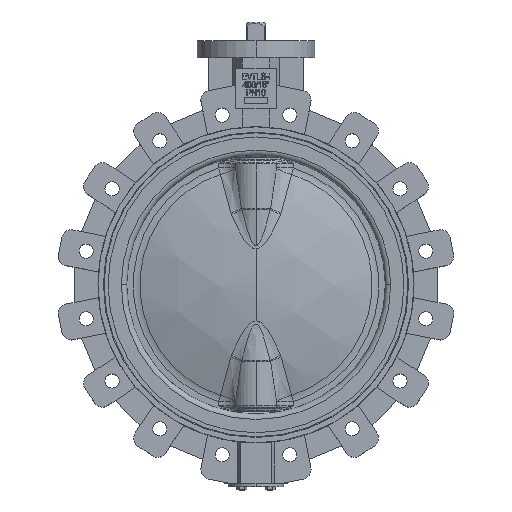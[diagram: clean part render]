
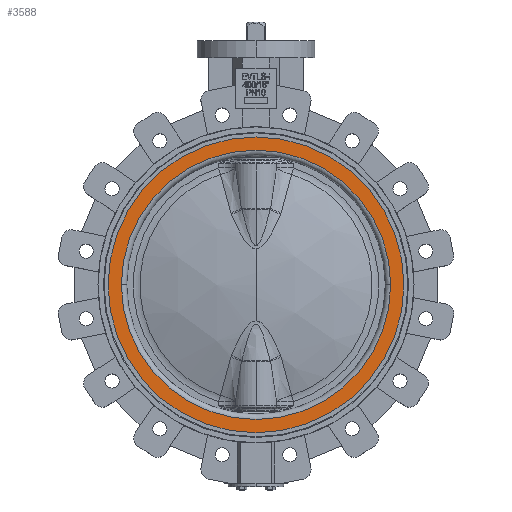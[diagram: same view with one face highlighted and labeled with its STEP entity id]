
A CAD part, top view. The second image highlights one B-rep face of the part: STEP entity #3588.
In plain terms, the highlighted planar face has unit normal (0, 0, 1).
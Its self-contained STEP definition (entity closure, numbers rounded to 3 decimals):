
#179 = EDGE_CURVE ( 'NONE', #2557, #20415, #19447, .T. ) ;
#875 = AXIS2_PLACEMENT_3D ( 'NONE', #4479, #2007, #13055 ) ;
#2007 = DIRECTION ( 'NONE',  ( 0., 0., 1. ) ) ;
#2557 = VERTEX_POINT ( 'NONE', #11797 ) ;
#2702 = AXIS2_PLACEMENT_3D ( 'NONE', #26616, #17815, #15727 ) ;
#2774 = DIRECTION ( 'NONE',  ( 0., 0., 1. ) ) ;
#3588 = ADVANCED_FACE ( 'NONE', ( #23756, #8423 ), #24208, .F. ) ;
#4384 = VERTEX_POINT ( 'NONE', #26176 ) ;
#4479 = CARTESIAN_POINT ( 'NONE',  ( 0., 0., 52.5 ) ) ;
#4725 = DIRECTION ( 'NONE',  ( 0., 0., 1. ) ) ;
#5585 = AXIS2_PLACEMENT_3D ( 'NONE', #19830, #2774, #7067 ) ;
#6022 = ORIENTED_EDGE ( 'NONE', *, *, #12008, .T. ) ;
#7067 = DIRECTION ( 'NONE',  ( 1., 0., 0. ) ) ;
#7368 = EDGE_LOOP ( 'NONE', ( #26829, #16406 ) ) ;
#8423 = FACE_OUTER_BOUND ( 'NONE', #25056, .T. ) ;
#8526 = VERTEX_POINT ( 'NONE', #26027 ) ;
#10280 = AXIS2_PLACEMENT_3D ( 'NONE', #23633, #10564, #28336 ) ;
#10510 = AXIS2_PLACEMENT_3D ( 'NONE', #13185, #4725, #22249 ) ;
#10564 = DIRECTION ( 'NONE',  ( 0., 0., 1. ) ) ;
#11797 = CARTESIAN_POINT ( 'NONE',  ( -220., 0., 52.5 ) ) ;
#12008 = EDGE_CURVE ( 'NONE', #20415, #2557, #18294, .T. ) ;
#13055 = DIRECTION ( 'NONE',  ( 1., 0., 0. ) ) ;
#13185 = CARTESIAN_POINT ( 'NONE',  ( 0., 0., 52.5 ) ) ;
#13816 = CARTESIAN_POINT ( 'NONE',  ( 220., 0., 52.5 ) ) ;
#15727 = DIRECTION ( 'NONE',  ( -1., 0., 0. ) ) ;
#16096 = EDGE_CURVE ( 'NONE', #4384, #8526, #18494, .T. ) ;
#16406 = ORIENTED_EDGE ( 'NONE', *, *, #23784, .F. ) ;
#16564 = CIRCLE ( 'NONE', #10510, 200.3 ) ;
#17815 = DIRECTION ( 'NONE',  ( 0., 0., -1. ) ) ;
#18294 = CIRCLE ( 'NONE', #875, 220. ) ;
#18494 = CIRCLE ( 'NONE', #10280, 200.3 ) ;
#19447 = CIRCLE ( 'NONE', #5585, 220. ) ;
#19830 = CARTESIAN_POINT ( 'NONE',  ( 0., 0., 52.5 ) ) ;
#20126 = ORIENTED_EDGE ( 'NONE', *, *, #179, .T. ) ;
#20415 = VERTEX_POINT ( 'NONE', #13816 ) ;
#22249 = DIRECTION ( 'NONE',  ( 1., 0., 0. ) ) ;
#23633 = CARTESIAN_POINT ( 'NONE',  ( 0., 0., 52.5 ) ) ;
#23756 = FACE_BOUND ( 'NONE', #7368, .T. ) ;
#23784 = EDGE_CURVE ( 'NONE', #8526, #4384, #16564, .T. ) ;
#24208 = PLANE ( 'NONE',  #2702 ) ;
#25056 = EDGE_LOOP ( 'NONE', ( #6022, #20126 ) ) ;
#26027 = CARTESIAN_POINT ( 'NONE',  ( -200.3, 0., 52.5 ) ) ;
#26176 = CARTESIAN_POINT ( 'NONE',  ( 200.3, 0., 52.5 ) ) ;
#26616 = CARTESIAN_POINT ( 'NONE',  ( 0., 200.3, 52.5 ) ) ;
#26829 = ORIENTED_EDGE ( 'NONE', *, *, #16096, .F. ) ;
#28336 = DIRECTION ( 'NONE',  ( 1., 0., 0. ) ) ;
